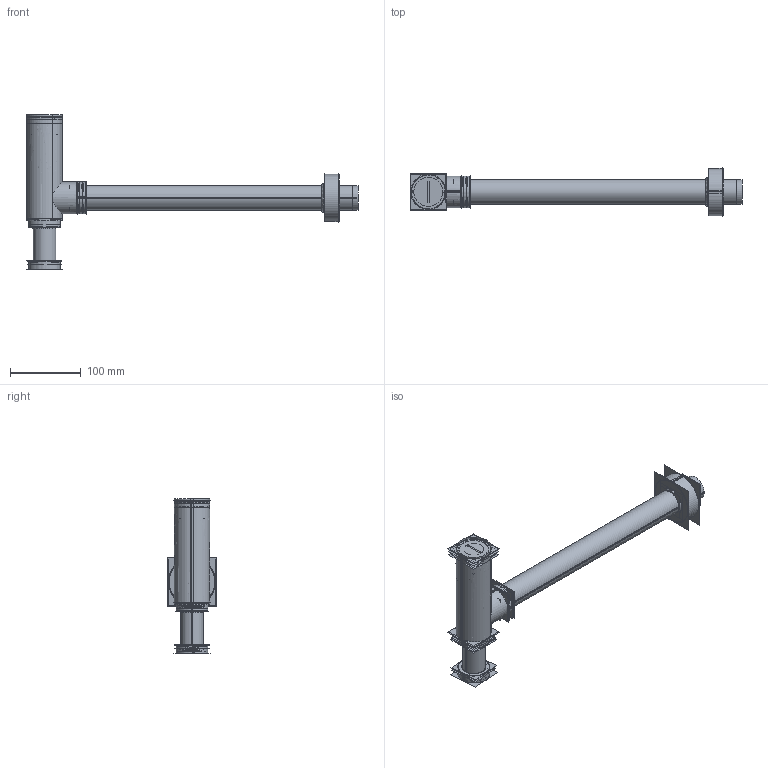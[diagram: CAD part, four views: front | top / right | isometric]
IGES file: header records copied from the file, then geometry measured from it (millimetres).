
Start section:  PTC IGES file: sl6707-06BTR0402C_asm.igs
Global section: file name: sl6707-06BTR0402C_asm.igs; native system: Pro/ENGINEER by Parametric Technology Corporation; preprocessor: 2010280; author: Administrator; organization: Unknown; date: 20191206.121424; units: millimetre
Bounding box: 469.5 x 69.68 x 219.12 mm (x, y, z)
Volume: 98294.7 mm3; surface area: 1094223 mm2
Topology: 13 solids, 13 shells, 506 faces, 2488 edges, 3189 vertices
Faces by surface type: revolution 336, bspline 170
